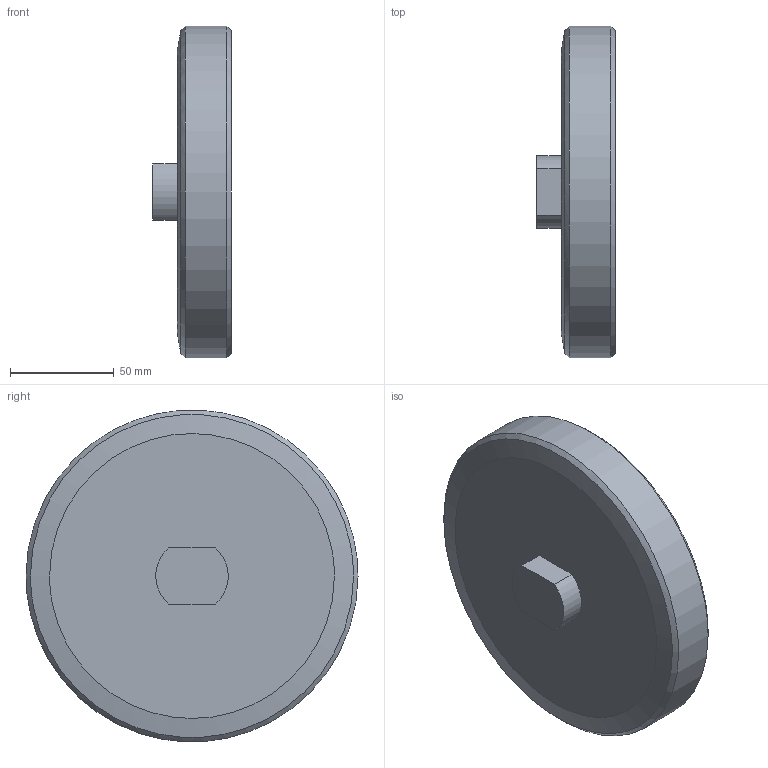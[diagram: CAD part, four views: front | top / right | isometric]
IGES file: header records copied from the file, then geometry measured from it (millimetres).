
Global section: file name: H20200125000; native system: Autodesk Inventor 2015; preprocessor: unknown; author: Struska Martin; organization: Bupospol, Armaturka Koukol, spol. s.r.o.; date: 20160301.113147; units: millimetre
Bounding box: 38 x 160 x 159.79 mm (x, y, z)
Volume: 315868.9 mm3; surface area: 60580.8 mm2
Topology: 1 solids, 1 shells, 16 faces, 39 edges, 28 vertices
Faces by surface type: bspline 16
